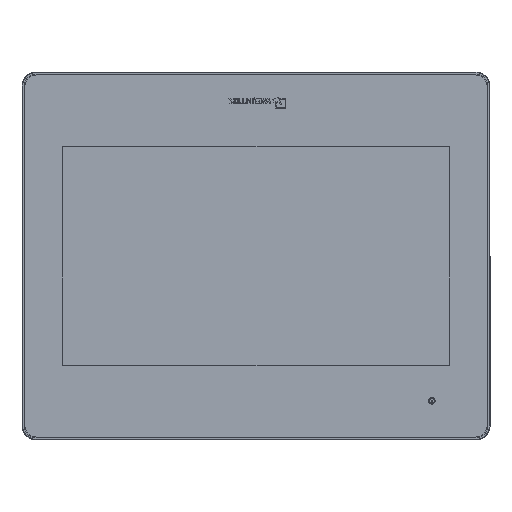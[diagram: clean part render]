
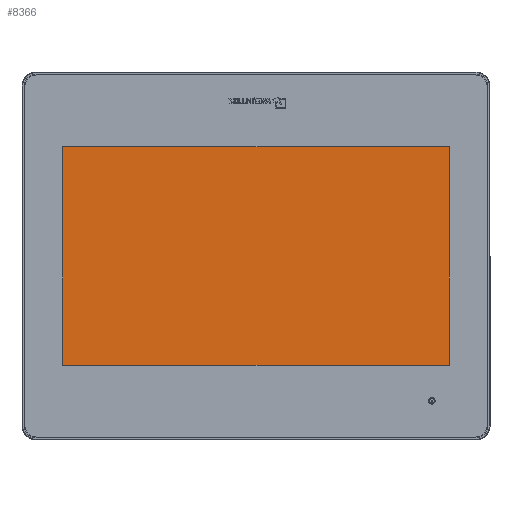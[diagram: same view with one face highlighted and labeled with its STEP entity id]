
A CAD part, top view. The second image highlights one B-rep face of the part: STEP entity #8366.
In plain terms, the highlighted planar face has unit normal (0, 0, 1).
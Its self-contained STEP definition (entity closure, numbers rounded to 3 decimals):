
#268 = ORIENTED_EDGE ( 'NONE', *, *, #33772, .F. ) ;
#1636 = DIRECTION ( 'NONE',  ( 0., 1., 0. ) ) ;
#4777 = VERTEX_POINT ( 'NONE', #42108 ) ;
#8366 = ADVANCED_FACE ( 'NONE', ( #51707 ), #38705, .T. ) ;
#11200 = EDGE_LOOP ( 'NONE', ( #58131, #56278, #51523, #268 ) ) ;
#13634 = DIRECTION ( 'NONE',  ( 0., -1., 0. ) ) ;
#15259 = VECTOR ( 'NONE', #1636, 1000. ) ;
#18976 = EDGE_CURVE ( 'NONE', #4777, #28316, #63174, .T. ) ;
#21915 = LINE ( 'NONE', #47200, #36445 ) ;
#23097 = EDGE_CURVE ( 'NONE', #28316, #33785, #21915, .T. ) ;
#23473 = CARTESIAN_POINT ( 'NONE',  ( -126.8, 97.8, 5.43 ) ) ;
#27926 = CARTESIAN_POINT ( 'NONE',  ( 111.87, 97.8, 5.43 ) ) ;
#28316 = VERTEX_POINT ( 'NONE', #51800 ) ;
#30212 = VECTOR ( 'NONE', #13634, 1000. ) ;
#30980 = CARTESIAN_POINT ( 'NONE',  ( -126.8, 63.14, 5.43 ) ) ;
#32301 = LINE ( 'NONE', #30980, #34793 ) ;
#32889 = DIRECTION ( 'NONE',  ( 0., 0., 1. ) ) ;
#33772 = EDGE_CURVE ( 'NONE', #42914, #4777, #32301, .T. ) ;
#33785 = VERTEX_POINT ( 'NONE', #56535 ) ;
#34793 = VECTOR ( 'NONE', #42001, 1000. ) ;
#36445 = VECTOR ( 'NONE', #57505, 1000. ) ;
#38051 = DIRECTION ( 'NONE',  ( -1., 0., 0. ) ) ;
#38705 = PLANE ( 'NONE',  #59404 ) ;
#42001 = DIRECTION ( 'NONE',  ( 1., 0., 0. ) ) ;
#42108 = CARTESIAN_POINT ( 'NONE',  ( 111.87, 63.14, 5.43 ) ) ;
#42914 = VERTEX_POINT ( 'NONE', #52513 ) ;
#45060 = LINE ( 'NONE', #45716, #15259 ) ;
#45716 = CARTESIAN_POINT ( 'NONE',  ( -111.87, 97.8, 5.43 ) ) ;
#47200 = CARTESIAN_POINT ( 'NONE',  ( -126.8, -63.14, 5.43 ) ) ;
#51523 = ORIENTED_EDGE ( 'NONE', *, *, #18976, .F. ) ;
#51707 = FACE_OUTER_BOUND ( 'NONE', #11200, .T. ) ;
#51800 = CARTESIAN_POINT ( 'NONE',  ( 111.87, -63.14, 5.43 ) ) ;
#52513 = CARTESIAN_POINT ( 'NONE',  ( -111.87, 63.14, 5.43 ) ) ;
#56278 = ORIENTED_EDGE ( 'NONE', *, *, #23097, .F. ) ;
#56535 = CARTESIAN_POINT ( 'NONE',  ( -111.87, -63.14, 5.43 ) ) ;
#57505 = DIRECTION ( 'NONE',  ( -1., 0., 0. ) ) ;
#57790 = EDGE_CURVE ( 'NONE', #33785, #42914, #45060, .T. ) ;
#58131 = ORIENTED_EDGE ( 'NONE', *, *, #57790, .F. ) ;
#59404 = AXIS2_PLACEMENT_3D ( 'NONE', #23473, #32889, #38051 ) ;
#63174 = LINE ( 'NONE', #27926, #30212 ) ;
